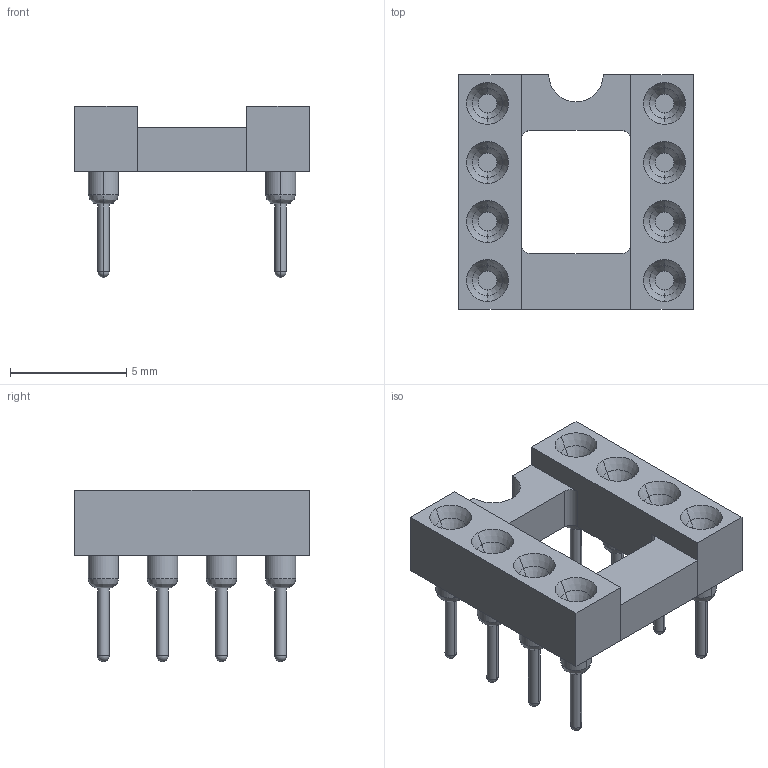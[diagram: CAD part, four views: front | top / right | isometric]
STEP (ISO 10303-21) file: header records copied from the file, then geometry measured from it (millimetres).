
FILE_DESCRIPTION((''),'2;1');
FILE_NAME('DIPS8-300.stp','2013-05-08T13:07:44',(''),(''),'Mechanical Desktop 2011','Mechanical Desktop 2011',', , ');
FILE_SCHEMA(('AUTOMOTIVE_DESIGN { 1 2 10303 214 1 1 1 1 }'));
Length unit declared in the file: millimetre
Products named in the file (1): Product
Bounding box: 10.1 x 10.1 x 7.37 mm (x, y, z)
Volume: 192.7 mm3; surface area: 656.7 mm2
Topology: 28 solids, 28 shells, 214 faces, 418 edges, 244 vertices
Faces by surface type: cylinder 85, plane 65, cone 32, bspline 16, sphere 16
Entity records: 6068 total; most frequent: CARTESIAN_POINT 1565, DIRECTION 1034, ORIENTED_EDGE 804, AXIS2_PLACEMENT_3D 433, EDGE_CURVE 402, VERTEX_POINT 244, CIRCLE 234, EDGE_LOOP 230
